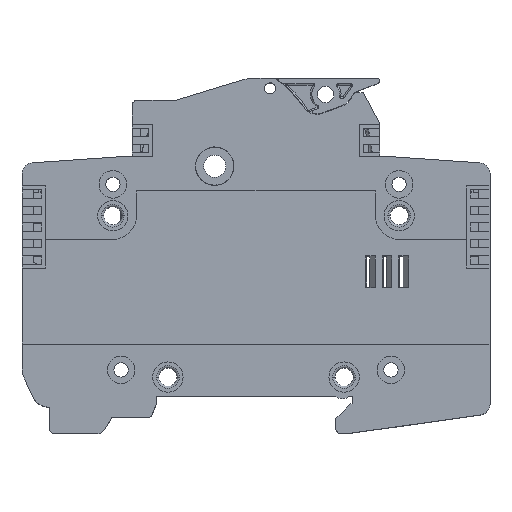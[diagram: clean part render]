
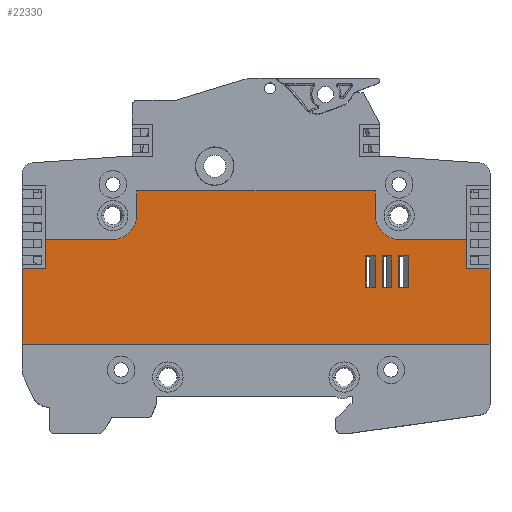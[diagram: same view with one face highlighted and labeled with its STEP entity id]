
A CAD part, top view. The second image highlights one B-rep face of the part: STEP entity #22330.
In plain terms, the highlighted planar face has unit normal (0, 0, 1).
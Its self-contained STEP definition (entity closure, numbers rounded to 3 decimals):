
#2697=AXIS2_PLACEMENT_3D('Circle Axis2P3D',#2695,#2696,$) ;
#2821=AXIS2_PLACEMENT_3D('Circle Axis2P3D',#2819,#2820,$) ;
#22242=AXIS2_PLACEMENT_3D('Plane Axis2P3D',#22239,#22240,#22241) ;
#2678=CARTESIAN_POINT('Vertex',(-21.7,32.8,8.4)) ;
#2692=CARTESIAN_POINT('Vertex',(-26.,28.5,8.4)) ;
#2695=CARTESIAN_POINT('Axis2P3D Location',(-26.,32.8,8.4)) ;
#2718=CARTESIAN_POINT('Vertex',(-21.7,37.3,8.4)) ;
#2726=CARTESIAN_POINT('Line Origine',(-21.7,35.05,8.4)) ;
#2749=CARTESIAN_POINT('Vertex',(21.7,37.3,8.4)) ;
#2757=CARTESIAN_POINT('Line Origine',(0.,37.3,8.4)) ;
#2780=CARTESIAN_POINT('Vertex',(21.7,32.8,8.4)) ;
#2788=CARTESIAN_POINT('Line Origine',(21.7,35.05,8.4)) ;
#2811=CARTESIAN_POINT('Vertex',(26.,28.5,8.4)) ;
#2819=CARTESIAN_POINT('Axis2P3D Location',(26.,32.8,8.4)) ;
#5124=CARTESIAN_POINT('Vertex',(-42.5,9.5,8.4)) ;
#5138=CARTESIAN_POINT('Vertex',(42.5,9.5,8.4)) ;
#5141=CARTESIAN_POINT('Line Origine',(0.,9.5,8.4)) ;
#8728=CARTESIAN_POINT('Vertex',(19.9,19.7,8.4)) ;
#8777=CARTESIAN_POINT('Vertex',(19.9,25.5,8.4)) ;
#8780=CARTESIAN_POINT('Line Origine',(19.9,22.6,8.4)) ;
#9984=CARTESIAN_POINT('Vertex',(25.9,19.7,8.4)) ;
#9987=CARTESIAN_POINT('Line Origine',(26.8,19.7,8.4)) ;
#9991=CARTESIAN_POINT('Vertex',(27.7,19.7,8.4)) ;
#10048=CARTESIAN_POINT('Line Origine',(20.8,19.7,8.4)) ;
#10052=CARTESIAN_POINT('Vertex',(21.7,19.7,8.4)) ;
#10087=CARTESIAN_POINT('Vertex',(22.9,19.7,8.4)) ;
#10090=CARTESIAN_POINT('Line Origine',(23.8,19.7,8.4)) ;
#10094=CARTESIAN_POINT('Vertex',(24.7,19.7,8.4)) ;
#10158=CARTESIAN_POINT('Vertex',(25.9,25.5,8.4)) ;
#10161=CARTESIAN_POINT('Line Origine',(25.9,22.6,8.4)) ;
#10198=CARTESIAN_POINT('Vertex',(24.7,25.5,8.4)) ;
#10201=CARTESIAN_POINT('Line Origine',(23.8,25.5,8.4)) ;
#10205=CARTESIAN_POINT('Vertex',(22.9,25.5,8.4)) ;
#10240=CARTESIAN_POINT('Vertex',(21.7,25.5,8.4)) ;
#10243=CARTESIAN_POINT('Line Origine',(20.8,25.5,8.4)) ;
#10280=CARTESIAN_POINT('Vertex',(27.7,25.5,8.4)) ;
#10283=CARTESIAN_POINT('Line Origine',(26.8,25.5,8.4)) ;
#10320=CARTESIAN_POINT('Line Origine',(27.7,23.4,8.4)) ;
#10342=CARTESIAN_POINT('Line Origine',(22.9,22.6,8.4)) ;
#10364=CARTESIAN_POINT('Line Origine',(24.7,23.4,8.4)) ;
#10386=CARTESIAN_POINT('Line Origine',(21.7,23.4,8.4)) ;
#22239=CARTESIAN_POINT('Axis2P3D Location',(0.,0.,8.4)) ;
#22244=CARTESIAN_POINT('Line Origine',(-38.3,25.9,8.4)) ;
#22248=CARTESIAN_POINT('Vertex',(-38.3,28.5,8.4)) ;
#22250=CARTESIAN_POINT('Vertex',(-38.3,23.3,8.4)) ;
#22253=CARTESIAN_POINT('Line Origine',(-40.4,23.3,8.4)) ;
#22257=CARTESIAN_POINT('Vertex',(-42.5,23.3,8.4)) ;
#22260=CARTESIAN_POINT('Line Origine',(-42.5,16.4,8.4)) ;
#22265=CARTESIAN_POINT('Line Origine',(42.5,16.4,8.4)) ;
#22269=CARTESIAN_POINT('Vertex',(42.5,23.3,8.4)) ;
#22272=CARTESIAN_POINT('Line Origine',(40.4,23.3,8.4)) ;
#22276=CARTESIAN_POINT('Vertex',(38.3,23.3,8.4)) ;
#22279=CARTESIAN_POINT('Line Origine',(38.3,25.9,8.4)) ;
#22283=CARTESIAN_POINT('Vertex',(38.3,28.5,8.4)) ;
#22286=CARTESIAN_POINT('Line Origine',(32.15,28.5,8.4)) ;
#22291=CARTESIAN_POINT('Line Origine',(-32.15,28.5,8.4)) ;
#2696=DIRECTION('Axis2P3D Direction',(0.,0.,1.)) ;
#2727=DIRECTION('Vector Direction',(0.,-1.,0.)) ;
#2758=DIRECTION('Vector Direction',(1.,0.,0.)) ;
#2789=DIRECTION('Vector Direction',(0.,-1.,0.)) ;
#2820=DIRECTION('Axis2P3D Direction',(0.,0.,1.)) ;
#5142=DIRECTION('Vector Direction',(1.,0.,0.)) ;
#8781=DIRECTION('Vector Direction',(0.,1.,0.)) ;
#9988=DIRECTION('Vector Direction',(1.,0.,0.)) ;
#10049=DIRECTION('Vector Direction',(1.,0.,0.)) ;
#10091=DIRECTION('Vector Direction',(1.,0.,0.)) ;
#10162=DIRECTION('Vector Direction',(0.,1.,0.)) ;
#10202=DIRECTION('Vector Direction',(1.,0.,0.)) ;
#10244=DIRECTION('Vector Direction',(1.,0.,0.)) ;
#10284=DIRECTION('Vector Direction',(1.,0.,0.)) ;
#10321=DIRECTION('Vector Direction',(0.,-1.,0.)) ;
#10343=DIRECTION('Vector Direction',(0.,1.,0.)) ;
#10365=DIRECTION('Vector Direction',(0.,-1.,0.)) ;
#10387=DIRECTION('Vector Direction',(0.,-1.,0.)) ;
#22240=DIRECTION('Axis2P3D Direction',(0.,0.,1.)) ;
#22241=DIRECTION('Axis2P3D XDirection',(1.,0.,0.)) ;
#22245=DIRECTION('Vector Direction',(0.,-1.,0.)) ;
#22254=DIRECTION('Vector Direction',(1.,0.,0.)) ;
#22261=DIRECTION('Vector Direction',(0.,-1.,0.)) ;
#22266=DIRECTION('Vector Direction',(0.,1.,0.)) ;
#22273=DIRECTION('Vector Direction',(-1.,0.,0.)) ;
#22280=DIRECTION('Vector Direction',(0.,-1.,0.)) ;
#22287=DIRECTION('Vector Direction',(-1.,0.,0.)) ;
#22292=DIRECTION('Vector Direction',(1.,0.,0.)) ;
#2728=VECTOR('Line Direction',#2727,1.) ;
#2759=VECTOR('Line Direction',#2758,1.) ;
#2790=VECTOR('Line Direction',#2789,1.) ;
#5143=VECTOR('Line Direction',#5142,1.) ;
#8782=VECTOR('Line Direction',#8781,1.) ;
#9989=VECTOR('Line Direction',#9988,1.) ;
#10050=VECTOR('Line Direction',#10049,1.) ;
#10092=VECTOR('Line Direction',#10091,1.) ;
#10163=VECTOR('Line Direction',#10162,1.) ;
#10203=VECTOR('Line Direction',#10202,1.) ;
#10245=VECTOR('Line Direction',#10244,1.) ;
#10285=VECTOR('Line Direction',#10284,1.) ;
#10322=VECTOR('Line Direction',#10321,1.) ;
#10344=VECTOR('Line Direction',#10343,1.) ;
#10366=VECTOR('Line Direction',#10365,1.) ;
#10388=VECTOR('Line Direction',#10387,1.) ;
#22246=VECTOR('Line Direction',#22245,1.) ;
#22255=VECTOR('Line Direction',#22254,1.) ;
#22262=VECTOR('Line Direction',#22261,1.) ;
#22267=VECTOR('Line Direction',#22266,1.) ;
#22274=VECTOR('Line Direction',#22273,1.) ;
#22281=VECTOR('Line Direction',#22280,1.) ;
#22288=VECTOR('Line Direction',#22287,1.) ;
#22293=VECTOR('Line Direction',#22292,1.) ;
#22297=ORIENTED_EDGE('',*,*,#22252,.T.) ;
#22298=ORIENTED_EDGE('',*,*,#22259,.F.) ;
#22299=ORIENTED_EDGE('',*,*,#22264,.T.) ;
#22300=ORIENTED_EDGE('',*,*,#5145,.T.) ;
#22301=ORIENTED_EDGE('',*,*,#22271,.T.) ;
#22302=ORIENTED_EDGE('',*,*,#22278,.T.) ;
#22303=ORIENTED_EDGE('',*,*,#22285,.F.) ;
#22304=ORIENTED_EDGE('',*,*,#22290,.T.) ;
#22305=ORIENTED_EDGE('',*,*,#2823,.T.) ;
#22306=ORIENTED_EDGE('',*,*,#2792,.T.) ;
#22307=ORIENTED_EDGE('',*,*,#2761,.T.) ;
#22308=ORIENTED_EDGE('',*,*,#2730,.T.) ;
#22309=ORIENTED_EDGE('',*,*,#2699,.T.) ;
#22310=ORIENTED_EDGE('',*,*,#22295,.T.) ;
#22313=ORIENTED_EDGE('',*,*,#9993,.F.) ;
#22314=ORIENTED_EDGE('',*,*,#10165,.T.) ;
#22315=ORIENTED_EDGE('',*,*,#10287,.F.) ;
#22316=ORIENTED_EDGE('',*,*,#10324,.F.) ;
#22319=ORIENTED_EDGE('',*,*,#10096,.F.) ;
#22320=ORIENTED_EDGE('',*,*,#10346,.T.) ;
#22321=ORIENTED_EDGE('',*,*,#10207,.F.) ;
#22322=ORIENTED_EDGE('',*,*,#10368,.F.) ;
#22325=ORIENTED_EDGE('',*,*,#10054,.F.) ;
#22326=ORIENTED_EDGE('',*,*,#8784,.T.) ;
#22327=ORIENTED_EDGE('',*,*,#10247,.F.) ;
#22328=ORIENTED_EDGE('',*,*,#10390,.F.) ;
#22317=FACE_BOUND('',#22312,.T.) ;
#22323=FACE_BOUND('',#22318,.T.) ;
#22329=FACE_BOUND('',#22324,.T.) ;
#22330=ADVANCED_FACE('PartBody',(#22311,#22317,#22323,#22329),#22243,.T.) ;
#2698=CIRCLE('generated circle',#2697,4.3) ;
#2822=CIRCLE('generated circle',#2821,4.3) ;
#2699=EDGE_CURVE('',#2679,#2693,#2698,.F.) ;
#2730=EDGE_CURVE('',#2719,#2679,#2729,.T.) ;
#2761=EDGE_CURVE('',#2750,#2719,#2760,.F.) ;
#2792=EDGE_CURVE('',#2781,#2750,#2791,.F.) ;
#2823=EDGE_CURVE('',#2812,#2781,#2822,.F.) ;
#5145=EDGE_CURVE('',#5125,#5139,#5144,.T.) ;
#8784=EDGE_CURVE('',#8729,#8778,#8783,.T.) ;
#9993=EDGE_CURVE('',#9985,#9992,#9990,.T.) ;
#10054=EDGE_CURVE('',#8729,#10053,#10051,.T.) ;
#10096=EDGE_CURVE('',#10088,#10095,#10093,.T.) ;
#10165=EDGE_CURVE('',#9985,#10159,#10164,.T.) ;
#10207=EDGE_CURVE('',#10199,#10206,#10204,.F.) ;
#10247=EDGE_CURVE('',#10241,#8778,#10246,.F.) ;
#10287=EDGE_CURVE('',#10281,#10159,#10286,.F.) ;
#10324=EDGE_CURVE('',#9992,#10281,#10323,.F.) ;
#10346=EDGE_CURVE('',#10088,#10206,#10345,.T.) ;
#10368=EDGE_CURVE('',#10095,#10199,#10367,.F.) ;
#10390=EDGE_CURVE('',#10053,#10241,#10389,.F.) ;
#22252=EDGE_CURVE('',#22249,#22251,#22247,.T.) ;
#22259=EDGE_CURVE('',#22258,#22251,#22256,.T.) ;
#22264=EDGE_CURVE('',#22258,#5125,#22263,.T.) ;
#22271=EDGE_CURVE('',#5139,#22270,#22268,.T.) ;
#22278=EDGE_CURVE('',#22270,#22277,#22275,.T.) ;
#22285=EDGE_CURVE('',#22284,#22277,#22282,.T.) ;
#22290=EDGE_CURVE('',#22284,#2812,#22289,.T.) ;
#22295=EDGE_CURVE('',#2693,#22249,#22294,.F.) ;
#22296=EDGE_LOOP('',(#22297,#22298,#22299,#22300,#22301,#22302,#22303,#22304,#22305,#22306,#22307,#22308,#22309,#22310)) ;
#22312=EDGE_LOOP('',(#22313,#22314,#22315,#22316)) ;
#22318=EDGE_LOOP('',(#22319,#22320,#22321,#22322)) ;
#22324=EDGE_LOOP('',(#22325,#22326,#22327,#22328)) ;
#22311=FACE_OUTER_BOUND('',#22296,.T.) ;
#2729=LINE('Line',#2726,#2728) ;
#2760=LINE('Line',#2757,#2759) ;
#2791=LINE('Line',#2788,#2790) ;
#5144=LINE('Line',#5141,#5143) ;
#8783=LINE('Line',#8780,#8782) ;
#9990=LINE('Line',#9987,#9989) ;
#10051=LINE('Line',#10048,#10050) ;
#10093=LINE('Line',#10090,#10092) ;
#10164=LINE('Line',#10161,#10163) ;
#10204=LINE('Line',#10201,#10203) ;
#10246=LINE('Line',#10243,#10245) ;
#10286=LINE('Line',#10283,#10285) ;
#10323=LINE('Line',#10320,#10322) ;
#10345=LINE('Line',#10342,#10344) ;
#10367=LINE('Line',#10364,#10366) ;
#10389=LINE('Line',#10386,#10388) ;
#22247=LINE('Line',#22244,#22246) ;
#22256=LINE('Line',#22253,#22255) ;
#22263=LINE('Line',#22260,#22262) ;
#22268=LINE('Line',#22265,#22267) ;
#22275=LINE('Line',#22272,#22274) ;
#22282=LINE('Line',#22279,#22281) ;
#22289=LINE('Line',#22286,#22288) ;
#22294=LINE('Line',#22291,#22293) ;
#22243=PLANE('',#22242) ;
#2679=VERTEX_POINT('',#2678) ;
#2693=VERTEX_POINT('',#2692) ;
#2719=VERTEX_POINT('',#2718) ;
#2750=VERTEX_POINT('',#2749) ;
#2781=VERTEX_POINT('',#2780) ;
#2812=VERTEX_POINT('',#2811) ;
#5125=VERTEX_POINT('',#5124) ;
#5139=VERTEX_POINT('',#5138) ;
#8729=VERTEX_POINT('',#8728) ;
#8778=VERTEX_POINT('',#8777) ;
#9985=VERTEX_POINT('',#9984) ;
#9992=VERTEX_POINT('',#9991) ;
#10053=VERTEX_POINT('',#10052) ;
#10088=VERTEX_POINT('',#10087) ;
#10095=VERTEX_POINT('',#10094) ;
#10159=VERTEX_POINT('',#10158) ;
#10199=VERTEX_POINT('',#10198) ;
#10206=VERTEX_POINT('',#10205) ;
#10241=VERTEX_POINT('',#10240) ;
#10281=VERTEX_POINT('',#10280) ;
#22249=VERTEX_POINT('',#22248) ;
#22251=VERTEX_POINT('',#22250) ;
#22258=VERTEX_POINT('',#22257) ;
#22270=VERTEX_POINT('',#22269) ;
#22277=VERTEX_POINT('',#22276) ;
#22284=VERTEX_POINT('',#22283) ;
